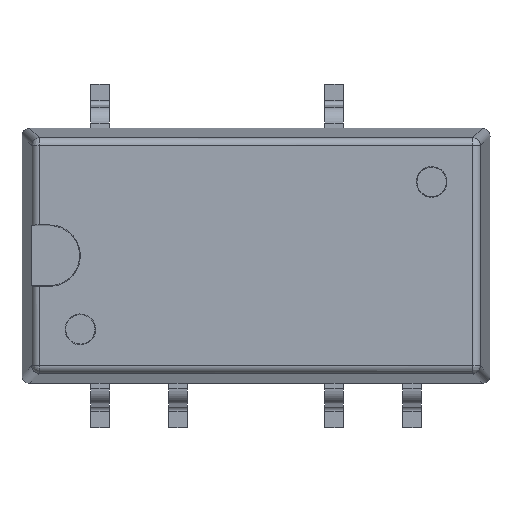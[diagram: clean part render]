
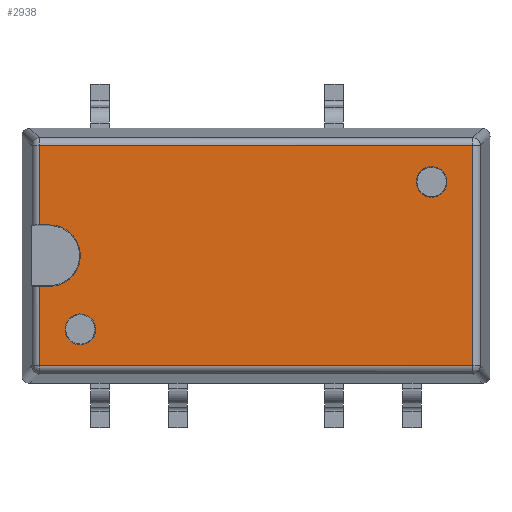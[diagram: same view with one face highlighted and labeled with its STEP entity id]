
A CAD part, top view. The second image highlights one B-rep face of the part: STEP entity #2938.
In plain terms, the highlighted planar face has unit normal (0, 0, 1).
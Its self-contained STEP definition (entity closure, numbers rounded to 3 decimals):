
#145 = EDGE_CURVE ( 'NONE', #3619, #1690, #615, .T. ) ;
#176 = EDGE_CURVE ( 'NONE', #3639, #4632, #3326, .T. ) ;
#224 = VERTEX_POINT ( 'NONE', #2393 ) ;
#255 = DIRECTION ( 'NONE',  ( 0., 0., 1. ) ) ;
#287 = CARTESIAN_POINT ( 'NONE',  ( -15.803, 2.998, 4.75 ) ) ;
#289 = VECTOR ( 'NONE', #2535, 1000. ) ;
#297 = EDGE_CURVE ( 'NONE', #1690, #3619, #2085, .T. ) ;
#303 = DIRECTION ( 'NONE',  ( 1., 0., 0. ) ) ;
#319 = EDGE_CURVE ( 'NONE', #601, #1174, #4977, .T. ) ;
#329 = EDGE_CURVE ( 'NONE', #4640, #1478, #1434, .T. ) ;
#374 = DIRECTION ( 'NONE',  ( -0.973, -0.23, 0. ) ) ;
#413 = CARTESIAN_POINT ( 'NONE',  ( -14.468, 4.183, 4.75 ) ) ;
#515 = VECTOR ( 'NONE', #4728, 1000. ) ;
#523 = DIRECTION ( 'NONE',  ( 0., 0., 1. ) ) ;
#525 = CARTESIAN_POINT ( 'NONE',  ( -15.803, 7.583, 4.75 ) ) ;
#598 = EDGE_LOOP ( 'NONE', ( #3252, #2987 ) ) ;
#601 = VERTEX_POINT ( 'NONE', #785 ) ;
#615 = CIRCLE ( 'NONE', #1609, 0.5 ) ;
#696 = DIRECTION ( 'NONE',  ( 1., 0., 0. ) ) ;
#785 = CARTESIAN_POINT ( 'NONE',  ( -2.539, 9.088, 4.75 ) ) ;
#996 = VECTOR ( 'NONE', #4104, 1000. ) ;
#1004 = ORIENTED_EDGE ( 'NONE', *, *, #2821, .F. ) ;
#1033 = EDGE_CURVE ( 'NONE', #1174, #601, #3909, .T. ) ;
#1043 = EDGE_CURVE ( 'NONE', #3419, #3639, #1587, .T. ) ;
#1099 = VECTOR ( 'NONE', #4289, 1000. ) ;
#1135 = DIRECTION ( 'NONE',  ( 0.973, 0.23, 0. ) ) ;
#1173 = AXIS2_PLACEMENT_3D ( 'NONE', #3584, #3594, #696 ) ;
#1174 = VERTEX_POINT ( 'NONE', #2433 ) ;
#1243 = DIRECTION ( 'NONE',  ( 0.978, 0.21, 0. ) ) ;
#1296 = DIRECTION ( 'NONE',  ( 0., 0., 1. ) ) ;
#1305 = DIRECTION ( 'NONE',  ( 0., -1., 0. ) ) ;
#1391 = EDGE_CURVE ( 'NONE', #1478, #224, #4231, .T. ) ;
#1412 = ORIENTED_EDGE ( 'NONE', *, *, #1708, .F. ) ;
#1416 = EDGE_CURVE ( 'NONE', #224, #3419, #5158, .T. ) ;
#1426 = FACE_BOUND ( 'NONE', #1769, .T. ) ;
#1432 = VERTEX_POINT ( 'NONE', #3253 ) ;
#1434 = LINE ( 'NONE', #2554, #289 ) ;
#1478 = VERTEX_POINT ( 'NONE', #4091 ) ;
#1550 = ORIENTED_EDGE ( 'NONE', *, *, #1043, .T. ) ;
#1576 = CIRCLE ( 'NONE', #3318, 1. ) ;
#1587 = LINE ( 'NONE', #2231, #515 ) ;
#1609 = AXIS2_PLACEMENT_3D ( 'NONE', #4930, #2902, #1135 ) ;
#1690 = VERTEX_POINT ( 'NONE', #4950 ) ;
#1694 = EDGE_LOOP ( 'NONE', ( #4697, #1550, #5095, #4132, #1412, #1004, #2179, #5061 ) ) ;
#1708 = EDGE_CURVE ( 'NONE', #2438, #1432, #1576, .T. ) ;
#1727 = CARTESIAN_POINT ( 'NONE',  ( -13.982, 4.298, 4.75 ) ) ;
#1769 = EDGE_LOOP ( 'NONE', ( #3679, #2250 ) ) ;
#1834 = VECTOR ( 'NONE', #5196, 1000. ) ;
#1886 = VECTOR ( 'NONE', #303, 1000. ) ;
#1975 = CARTESIAN_POINT ( 'NONE',  ( -15.803, 10.168, 4.75 ) ) ;
#2085 = CIRCLE ( 'NONE', #2723, 0.5 ) ;
#2179 = ORIENTED_EDGE ( 'NONE', *, *, #329, .T. ) ;
#2231 = CARTESIAN_POINT ( 'NONE',  ( -1.693, 10.168, 4.75 ) ) ;
#2250 = ORIENTED_EDGE ( 'NONE', *, *, #297, .F. ) ;
#2278 = DIRECTION ( 'NONE',  ( -0.978, -0.21, 0. ) ) ;
#2357 = CARTESIAN_POINT ( 'NONE',  ( -15.468, 5.583, 4.75 ) ) ;
#2388 = AXIS2_PLACEMENT_3D ( 'NONE', #4762, #255, #2278 ) ;
#2393 = CARTESIAN_POINT ( 'NONE',  ( -1.693, 2.998, 4.75 ) ) ;
#2433 = CARTESIAN_POINT ( 'NONE',  ( -3.517, 8.878, 4.75 ) ) ;
#2438 = VERTEX_POINT ( 'NONE', #2357 ) ;
#2441 = VECTOR ( 'NONE', #3906, 1000. ) ;
#2520 = CARTESIAN_POINT ( 'NONE',  ( -15.468, 6.583, 4.75 ) ) ;
#2535 = DIRECTION ( 'NONE',  ( 0., -1., 0. ) ) ;
#2554 = CARTESIAN_POINT ( 'NONE',  ( -15.803, 5.583, 4.75 ) ) ;
#2640 = CARTESIAN_POINT ( 'NONE',  ( -15.803, 10.168, 4.75 ) ) ;
#2723 = AXIS2_PLACEMENT_3D ( 'NONE', #413, #2835, #374 ) ;
#2821 = EDGE_CURVE ( 'NONE', #4640, #2438, #5043, .T. ) ;
#2835 = DIRECTION ( 'NONE',  ( 0., 0., 1. ) ) ;
#2902 = DIRECTION ( 'NONE',  ( 0., 0., 1. ) ) ;
#2938 = ADVANCED_FACE ( 'NONE', ( #3995, #3440, #1426 ), #4462, .T. ) ;
#2987 = ORIENTED_EDGE ( 'NONE', *, *, #1033, .F. ) ;
#3014 = CARTESIAN_POINT ( 'NONE',  ( -15.803, 5.583, 4.75 ) ) ;
#3074 = CARTESIAN_POINT ( 'NONE',  ( -1.693, 10.168, 4.75 ) ) ;
#3252 = ORIENTED_EDGE ( 'NONE', *, *, #319, .F. ) ;
#3253 = CARTESIAN_POINT ( 'NONE',  ( -15.468, 7.583, 4.75 ) ) ;
#3318 = AXIS2_PLACEMENT_3D ( 'NONE', #2520, #523, #1305 ) ;
#3326 = LINE ( 'NONE', #1975, #996 ) ;
#3382 = EDGE_CURVE ( 'NONE', #1432, #4632, #4749, .T. ) ;
#3419 = VERTEX_POINT ( 'NONE', #3074 ) ;
#3440 = FACE_BOUND ( 'NONE', #598, .T. ) ;
#3523 = CARTESIAN_POINT ( 'NONE',  ( -15.468, 7.583, 4.75 ) ) ;
#3584 = CARTESIAN_POINT ( 'NONE',  ( -8.748, 6.583, 4.75 ) ) ;
#3594 = DIRECTION ( 'NONE',  ( 0., 0., 1. ) ) ;
#3619 = VERTEX_POINT ( 'NONE', #1727 ) ;
#3639 = VERTEX_POINT ( 'NONE', #2640 ) ;
#3679 = ORIENTED_EDGE ( 'NONE', *, *, #145, .F. ) ;
#3705 = CARTESIAN_POINT ( 'NONE',  ( -15.803, 5.583, 4.75 ) ) ;
#3732 = CARTESIAN_POINT ( 'NONE',  ( -3.028, 8.983, 4.75 ) ) ;
#3906 = DIRECTION ( 'NONE',  ( -1., 0., 0. ) ) ;
#3909 = CIRCLE ( 'NONE', #2388, 0.5 ) ;
#3995 = FACE_OUTER_BOUND ( 'NONE', #1694, .T. ) ;
#4091 = CARTESIAN_POINT ( 'NONE',  ( -15.803, 2.998, 4.75 ) ) ;
#4104 = DIRECTION ( 'NONE',  ( 0., -1., 0. ) ) ;
#4132 = ORIENTED_EDGE ( 'NONE', *, *, #3382, .F. ) ;
#4231 = LINE ( 'NONE', #287, #1886 ) ;
#4289 = DIRECTION ( 'NONE',  ( 1., 0., 0. ) ) ;
#4387 = CARTESIAN_POINT ( 'NONE',  ( -1.693, 2.998, 4.75 ) ) ;
#4462 = PLANE ( 'NONE',  #1173 ) ;
#4632 = VERTEX_POINT ( 'NONE', #525 ) ;
#4640 = VERTEX_POINT ( 'NONE', #3705 ) ;
#4697 = ORIENTED_EDGE ( 'NONE', *, *, #1416, .T. ) ;
#4728 = DIRECTION ( 'NONE',  ( -1., 0., 0. ) ) ;
#4749 = LINE ( 'NONE', #3523, #2441 ) ;
#4762 = CARTESIAN_POINT ( 'NONE',  ( -3.028, 8.983, 4.75 ) ) ;
#4930 = CARTESIAN_POINT ( 'NONE',  ( -14.468, 4.183, 4.75 ) ) ;
#4950 = CARTESIAN_POINT ( 'NONE',  ( -14.955, 4.068, 4.75 ) ) ;
#4977 = CIRCLE ( 'NONE', #5169, 0.5 ) ;
#5043 = LINE ( 'NONE', #3014, #1099 ) ;
#5061 = ORIENTED_EDGE ( 'NONE', *, *, #1391, .T. ) ;
#5095 = ORIENTED_EDGE ( 'NONE', *, *, #176, .T. ) ;
#5158 = LINE ( 'NONE', #4387, #1834 ) ;
#5169 = AXIS2_PLACEMENT_3D ( 'NONE', #3732, #1296, #1243 ) ;
#5196 = DIRECTION ( 'NONE',  ( 0., 1., 0. ) ) ;
